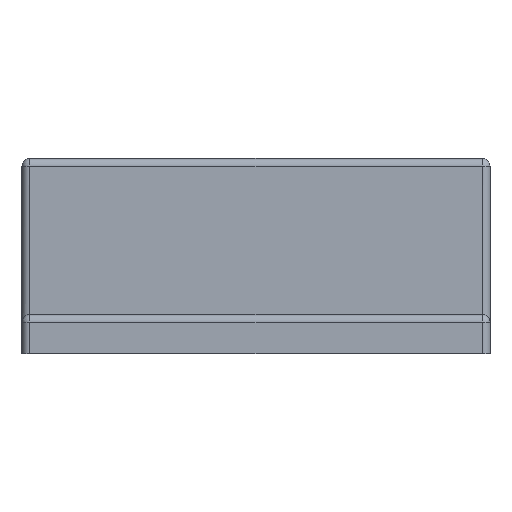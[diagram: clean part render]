
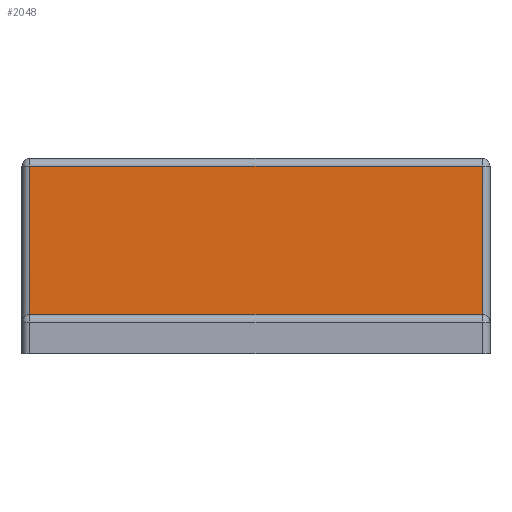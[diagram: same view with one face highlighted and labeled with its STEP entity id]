
A CAD part, front view. The second image highlights one B-rep face of the part: STEP entity #2048.
In plain terms, the highlighted planar face has unit normal (0, -1, 0).
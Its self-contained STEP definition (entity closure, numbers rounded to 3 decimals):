
#682 = VERTEX_POINT('',#683);
#683 = CARTESIAN_POINT('',(-29.,20.1,24.));
#690 = EDGE_CURVE('',#682,#691,#693,.T.);
#691 = VERTEX_POINT('',#692);
#692 = CARTESIAN_POINT('',(29.,20.1,24.));
#693 = LINE('',#694,#695);
#694 = CARTESIAN_POINT('',(-30.,20.1,24.));
#695 = VECTOR('',#696,1.);
#696 = DIRECTION('',(1.,0.,0.));
#2048 = ADVANCED_FACE('',(#2049),#2074,.F.);
#2049 = FACE_BOUND('',#2050,.F.);
#2050 = EDGE_LOOP('',(#2051,#2061,#2067,#2068));
#2051 = ORIENTED_EDGE('',*,*,#2052,.T.);
#2052 = EDGE_CURVE('',#2053,#2055,#2057,.T.);
#2053 = VERTEX_POINT('',#2054);
#2054 = CARTESIAN_POINT('',(29.,20.1,5.));
#2055 = VERTEX_POINT('',#2056);
#2056 = CARTESIAN_POINT('',(-29.,20.1,5.));
#2057 = LINE('',#2058,#2059);
#2058 = CARTESIAN_POINT('',(-15.,20.1,5.));
#2059 = VECTOR('',#2060,1.);
#2060 = DIRECTION('',(-1.,0.,0.));
#2061 = ORIENTED_EDGE('',*,*,#2062,.T.);
#2062 = EDGE_CURVE('',#2055,#682,#2063,.T.);
#2063 = LINE('',#2064,#2065);
#2064 = CARTESIAN_POINT('',(-29.,20.1,5.));
#2065 = VECTOR('',#2066,1.);
#2066 = DIRECTION('',(0.,0.,1.));
#2067 = ORIENTED_EDGE('',*,*,#690,.T.);
#2068 = ORIENTED_EDGE('',*,*,#2069,.F.);
#2069 = EDGE_CURVE('',#2053,#691,#2070,.T.);
#2070 = LINE('',#2071,#2072);
#2071 = CARTESIAN_POINT('',(29.,20.1,5.));
#2072 = VECTOR('',#2073,1.);
#2073 = DIRECTION('',(0.,0.,1.));
#2074 = PLANE('',#2075);
#2075 = AXIS2_PLACEMENT_3D('',#2076,#2077,#2078);
#2076 = CARTESIAN_POINT('',(-30.,20.1,0.));
#2077 = DIRECTION('',(0.,1.,0.));
#2078 = DIRECTION('',(1.,0.,0.));
